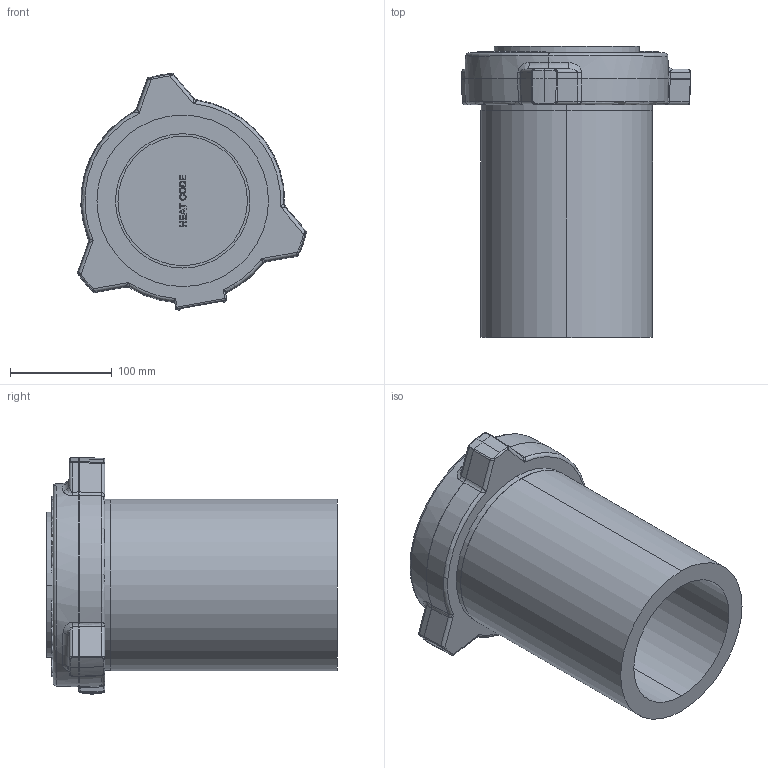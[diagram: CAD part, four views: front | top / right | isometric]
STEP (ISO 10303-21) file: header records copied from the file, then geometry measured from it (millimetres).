
FILE_DESCRIPTION (( 'STEP AP203' ), '1' );
FILE_NAME ('6 INCH 6150 HUC 6 INCH LG. (CCR).STEP', '2018-07-09T16:03:05', ( '' ), ( '' ), 'SwSTEP 2.0', 'SolidWorks 2018', '' );
FILE_SCHEMA (( 'CONFIG_CONTROL_DESIGN' ));
Length unit declared in the file: inch
Products named in the file (1): 6 INCH 6150 HUC 6 INCH LG. (CCR)
Bounding box: 224.86 x 285.37 x 232.62 mm (x, y, z)
Volume: 3413999.3 mm3; surface area: 333210 mm2
Topology: 1 solids, 1 shells, 911 faces, 2376 edges, 1531 vertices
Faces by surface type: plane 546, bspline 277, cylinder 36, torus 26, cone 18, sphere 8
Entity records: 41925 total; most frequent: CARTESIAN_POINT 21404, ORIENTED_EDGE 4728, DIRECTION 3282, EDGE_CURVE 2364, LINE 1608, VECTOR 1608, VERTEX_POINT 1531, EDGE_LOOP 987
